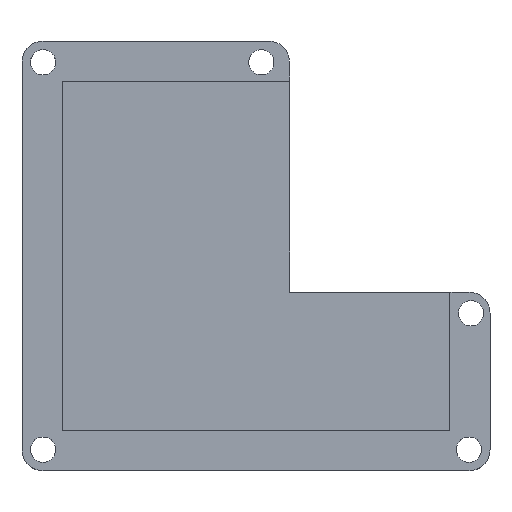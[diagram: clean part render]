
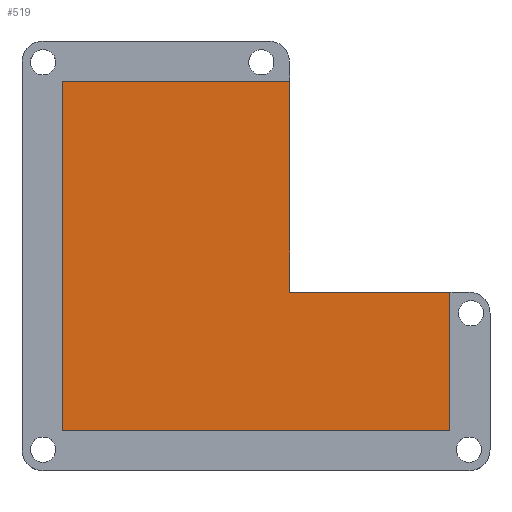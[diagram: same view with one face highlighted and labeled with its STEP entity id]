
A CAD part, top view. The second image highlights one B-rep face of the part: STEP entity #519.
In plain terms, the highlighted planar face has unit normal (0, 0, 1).
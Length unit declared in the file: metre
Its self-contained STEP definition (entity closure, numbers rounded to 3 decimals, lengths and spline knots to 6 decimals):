
#15=LINE('',#851,#53);
#36=LINE('',#897,#74);
#38=LINE('',#901,#76);
#41=LINE('',#907,#79);
#44=LINE('',#913,#82);
#47=LINE('',#939,#85);
#53=VECTOR('',#686,1.);
#74=VECTOR('',#717,1.);
#76=VECTOR('',#721,1.);
#79=VECTOR('',#726,1.);
#82=VECTOR('',#731,1.);
#85=VECTOR('',#760,1.);
#99=PLANE('',#644);
#207=ORIENTED_EDGE('',*,*,#276,.T.);
#208=ORIENTED_EDGE('',*,*,#273,.T.);
#209=ORIENTED_EDGE('',*,*,#270,.T.);
#210=ORIENTED_EDGE('',*,*,#268,.F.);
#211=ORIENTED_EDGE('',*,*,#247,.F.);
#212=ORIENTED_EDGE('',*,*,#287,.F.);
#247=EDGE_CURVE('',#315,#316,#15,.T.);
#268=EDGE_CURVE('',#316,#336,#36,.T.);
#270=EDGE_CURVE('',#337,#336,#38,.T.);
#273=EDGE_CURVE('',#339,#337,#41,.T.);
#276=EDGE_CURVE('',#341,#339,#44,.T.);
#287=EDGE_CURVE('',#341,#315,#47,.T.);
#315=VERTEX_POINT('',#850);
#316=VERTEX_POINT('',#852);
#336=VERTEX_POINT('',#898);
#337=VERTEX_POINT('',#902);
#339=VERTEX_POINT('',#908);
#341=VERTEX_POINT('',#914);
#425=EDGE_LOOP('',(#207,#208,#209,#210,#211,#212));
#473=FACE_BOUND('',#425,.T.);
#519=ADVANCED_FACE('',(#473),#99,.T.);
#644=AXIS2_PLACEMENT_3D('',#958,#792,#793);
#686=DIRECTION('',(0.,-1.,0.));
#717=DIRECTION('',(1.,0.,0.));
#721=DIRECTION('',(0.,1.,0.));
#726=DIRECTION('',(1.,0.,0.));
#731=DIRECTION('',(0.,-1.,0.));
#760=DIRECTION('',(1.,0.,0.));
#792=DIRECTION('',(0.,0.,1.));
#793=DIRECTION('',(1.,0.,0.));
#850=CARTESIAN_POINT('',(0.004963,0.015143,0.003));
#851=CARTESIAN_POINT('',(0.004963,-0.009857,0.003));
#852=CARTESIAN_POINT('',(0.004963,-0.034857,0.003));
#897=CARTESIAN_POINT('',(0.023978,-0.034857,0.003));
#898=CARTESIAN_POINT('',(0.042992,-0.034857,0.003));
#901=CARTESIAN_POINT('',(0.042992,-0.051287,0.003));
#902=CARTESIAN_POINT('',(0.042992,-0.067717,0.003));
#907=CARTESIAN_POINT('',(-0.002992,-0.067717,0.003));
#908=CARTESIAN_POINT('',(-0.048977,-0.067717,0.003));
#913=CARTESIAN_POINT('',(-0.048977,-0.026287,0.003));
#914=CARTESIAN_POINT('',(-0.048977,0.015143,0.003));
#939=CARTESIAN_POINT('',(-0.022007,0.015143,0.003));
#958=CARTESIAN_POINT('',(-0.002992,-0.026287,0.003));
